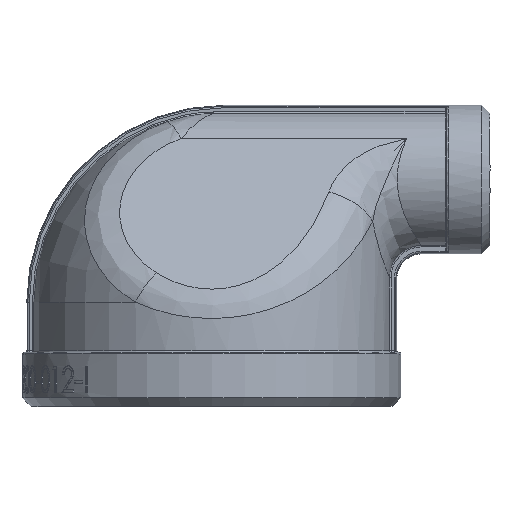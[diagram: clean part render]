
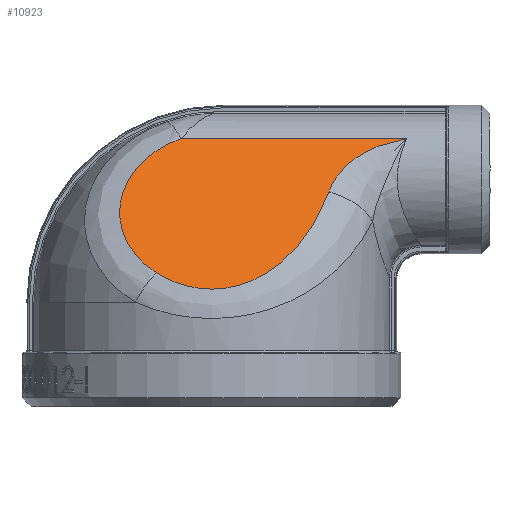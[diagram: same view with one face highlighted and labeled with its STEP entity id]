
A CAD part, top view. The second image highlights one B-rep face of the part: STEP entity #10923.
In plain terms, the highlighted planar face has unit normal (0, 0.605, 0.796).
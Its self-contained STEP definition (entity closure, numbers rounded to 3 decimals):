
#282 = VERTEX_POINT ( 'NONE', #8623 ) ;
#283 = VERTEX_POINT ( 'NONE', #8604 ) ;
#304 = VERTEX_POINT ( 'NONE', #8974 ) ;
#305 = VERTEX_POINT ( 'NONE', #8950 ) ;
#7982 = B_SPLINE_CURVE_WITH_KNOTS ( 'NONE', 3,
 ( #27501, #27498, #27494, #27482, #27485, #27465, #27484, #27458, #27473, #27467, #27488, #27486, #27495, #27459, #27487 ),
 .UNSPECIFIED., .F., .F.,
 ( 4, 2, 1, 1, 1, 1, 1, 1, 1, 1, 1, 4 ),
 ( -0.002, 0., 0.2, 0.399, 0.599, 0.799, 0.998, 1.198, 1.398, 1.597, 1.797, 1.997 ),
 .UNSPECIFIED. ) ;
#8019 = B_SPLINE_CURVE_WITH_KNOTS ( 'NONE', 3,
 ( #28592, #27479, #27474, #27481, #27477, #27452, #27496 ),
 .UNSPECIFIED., .F., .F.,
 ( 4, 1, 1, 1, 4 ),
 ( 0., 1.085, 2.17, 3.255, 3.797 ),
 .UNSPECIFIED. ) ;
#8604 = CARTESIAN_POINT ( 'NONE',  ( 21.666, -2.349, 17.489 ) ) ;
#8623 = CARTESIAN_POINT ( 'NONE',  ( 36.113, 7.566, 9.95 ) ) ;
#8950 = CARTESIAN_POINT ( 'NONE',  ( -10.265, -17.303, 28.858 ) ) ;
#8974 = CARTESIAN_POINT ( 'NONE',  ( -5.633, 7.566, 9.95 ) ) ;
#9936 = ORIENTED_EDGE ( 'NONE', *, *, #11367, .F. ) ;
#9948 = ORIENTED_EDGE ( 'NONE', *, *, #11245, .F. ) ;
#9985 = ORIENTED_EDGE ( 'NONE', *, *, #11377, .F. ) ;
#9997 = ORIENTED_EDGE ( 'NONE', *, *, #11371, .F. ) ;
#10254 = EDGE_LOOP ( 'NONE', ( #9997, #9948, #9936, #9985 ) ) ;
#10662 = VECTOR ( 'NONE', #27851, 1000. ) ;
#10923 = ADVANCED_FACE ( 'NONE', ( #22831 ), #22805, .F. ) ;
#11245 = EDGE_CURVE ( 'NONE', #304, #282, #27824, .T. ) ;
#11367 = EDGE_CURVE ( 'NONE', #305, #304, #8019, .T. ) ;
#11371 = EDGE_CURVE ( 'NONE', #282, #283, #7982, .T. ) ;
#11377 = EDGE_CURVE ( 'NONE', #283, #305, #26169, .T. ) ;
#14277 = AXIS2_PLACEMENT_3D ( 'NONE', #22857, #22824, #22826 ) ;
#22805 = PLANE ( 'NONE',  #14277 ) ;
#22824 = DIRECTION ( 'NONE',  ( 0., -0.605, -0.796 ) ) ;
#22826 = DIRECTION ( 'NONE',  ( 0., -0.796, 0.605 ) ) ;
#22831 = FACE_OUTER_BOUND ( 'NONE', #10254, .T. ) ;
#22857 = CARTESIAN_POINT ( 'NONE',  ( 51.5, 7.566, 9.95 ) ) ;
#26169 =( BOUNDED_CURVE ( )  B_SPLINE_CURVE ( 3, ( #27503, #27546, #27518, #27547 ),
 .UNSPECIFIED., .F., .T. ) 
 B_SPLINE_CURVE_WITH_KNOTS ( ( 4, 4 ),
 ( 5.157, 6.725 ),
 .UNSPECIFIED. ) 
 CURVE ( )  GEOMETRIC_REPRESENTATION_ITEM ( )  RATIONAL_B_SPLINE_CURVE ( ( 1., 0.805, 0.805, 1. ) ) 
 REPRESENTATION_ITEM ( '' )  );
#27452 = CARTESIAN_POINT ( 'NONE',  ( -7.288, 6.987, 10.391 ) ) ;
#27458 = CARTESIAN_POINT ( 'NONE',  ( 28.682, 5.215, 11.738 ) ) ;
#27459 = CARTESIAN_POINT ( 'NONE',  ( 21.85, -1.84, 17.102 ) ) ;
#27465 = CARTESIAN_POINT ( 'NONE',  ( 32.264, 6.636, 10.657 ) ) ;
#27467 = CARTESIAN_POINT ( 'NONE',  ( 25.583, 3.167, 13.295 ) ) ;
#27473 = CARTESIAN_POINT ( 'NONE',  ( 27.059, 4.268, 12.458 ) ) ;
#27474 = CARTESIAN_POINT ( 'NONE',  ( -17.366, -10.534, 23.712 ) ) ;
#27477 = CARTESIAN_POINT ( 'NONE',  ( -11.956, 4.704, 12.126 ) ) ;
#27479 = CARTESIAN_POINT ( 'NONE',  ( -13.114, -15.53, 27.51 ) ) ;
#27481 = CARTESIAN_POINT ( 'NONE',  ( -17.241, -1.501, 16.844 ) ) ;
#27482 = CARTESIAN_POINT ( 'NONE',  ( 35.447, 7.422, 10.06 ) ) ;
#27484 = CARTESIAN_POINT ( 'NONE',  ( 30.419, 6., 11.14 ) ) ;
#27485 = CARTESIAN_POINT ( 'NONE',  ( 34.166, 7.138, 10.275 ) ) ;
#27486 = CARTESIAN_POINT ( 'NONE',  ( 23.195, 0.608, 15.24 ) ) ;
#27487 = CARTESIAN_POINT ( 'NONE',  ( 21.666, -2.349, 17.489 ) ) ;
#27488 = CARTESIAN_POINT ( 'NONE',  ( 24.295, 1.946, 14.223 ) ) ;
#27494 = CARTESIAN_POINT ( 'NONE',  ( 36.097, 7.562, 9.953 ) ) ;
#27495 = CARTESIAN_POINT ( 'NONE',  ( 22.297, -0.834, 16.337 ) ) ;
#27496 = CARTESIAN_POINT ( 'NONE',  ( -5.633, 7.566, 9.95 ) ) ;
#27498 = CARTESIAN_POINT ( 'NONE',  ( 36.105, 7.564, 9.952 ) ) ;
#27501 = CARTESIAN_POINT ( 'NONE',  ( 36.113, 7.566, 9.95 ) ) ;
#27503 = CARTESIAN_POINT ( 'NONE',  ( 21.666, -2.349, 17.489 ) ) ;
#27518 = CARTESIAN_POINT ( 'NONE',  ( 2.416, -25.194, 34.858 ) ) ;
#27546 = CARTESIAN_POINT ( 'NONE',  ( 15.631, -19.005, 30.153 ) ) ;
#27547 = CARTESIAN_POINT ( 'NONE',  ( -10.265, -17.303, 28.858 ) ) ;
#27824 = LINE ( 'NONE', #27832, #10662 ) ;
#27832 = CARTESIAN_POINT ( 'NONE',  ( 25.75, 7.566, 9.95 ) ) ;
#27851 = DIRECTION ( 'NONE',  ( 1., 0., 0. ) ) ;
#28592 = CARTESIAN_POINT ( 'NONE',  ( -10.265, -17.303, 28.858 ) ) ;
